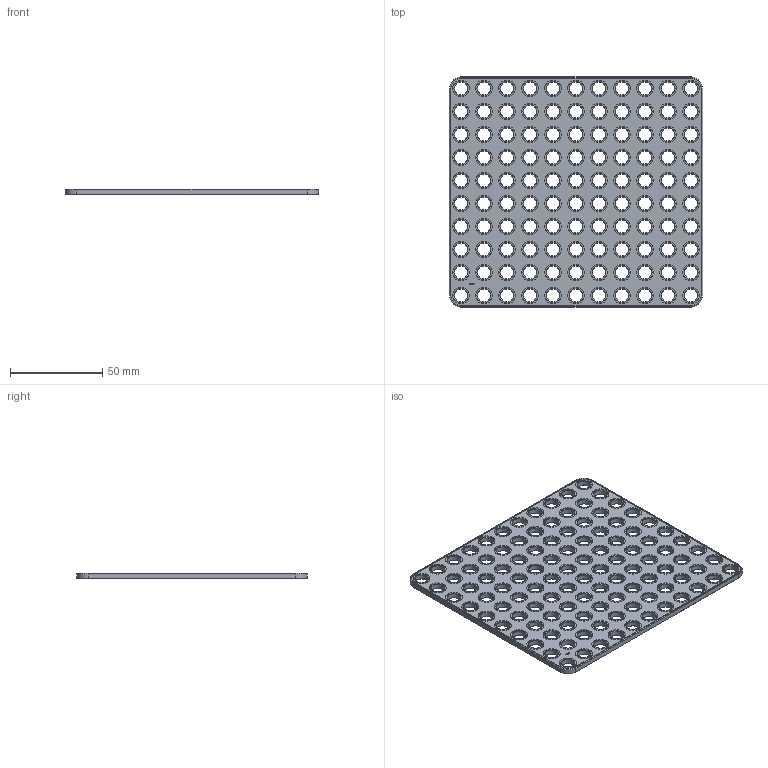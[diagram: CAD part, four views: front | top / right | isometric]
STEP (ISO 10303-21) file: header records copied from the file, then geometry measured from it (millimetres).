
FILE_DESCRIPTION(('FreeCAD Model'),'2;1');
FILE_NAME('Open CASCADE Shape Model','2024-10-08T18:24:20',(''),(''), 'Open CASCADE STEP processor 7.7','FreeCAD','Unknown');
FILE_SCHEMA(('AUTOMOTIVE_DESIGN { 1 0 10303 214 1 1 1 1 }'));
Length unit declared in the file: millimetre
Products named in the file (1): Plate RCT CRNR BU11x10x00.25 - SPN-PLT-0129 (stemfie.org)
Bounding box: 137.5 x 125 x 3.12 mm (x, y, z)
Volume: 38220.5 mm3; surface area: 34741.1 mm2
Topology: 1 solids, 1 shells, 1036 faces, 2440 edges, 1548 vertices
Faces by surface type: plane 436, cylinder 228, cone 228, extrusion 144
Full cylindrical faces by diameter (mm): 7 x110, 9.2 x110
Entity records: 30499 total; most frequent: CARTESIAN_POINT 6198, ORIENTED_EDGE 4880, DIRECTION 4766, EDGE_CURVE 2440, VECTOR 1612, AXIS2_PLACEMENT_3D 1577, VERTEX_POINT 1548, LINE 1468
